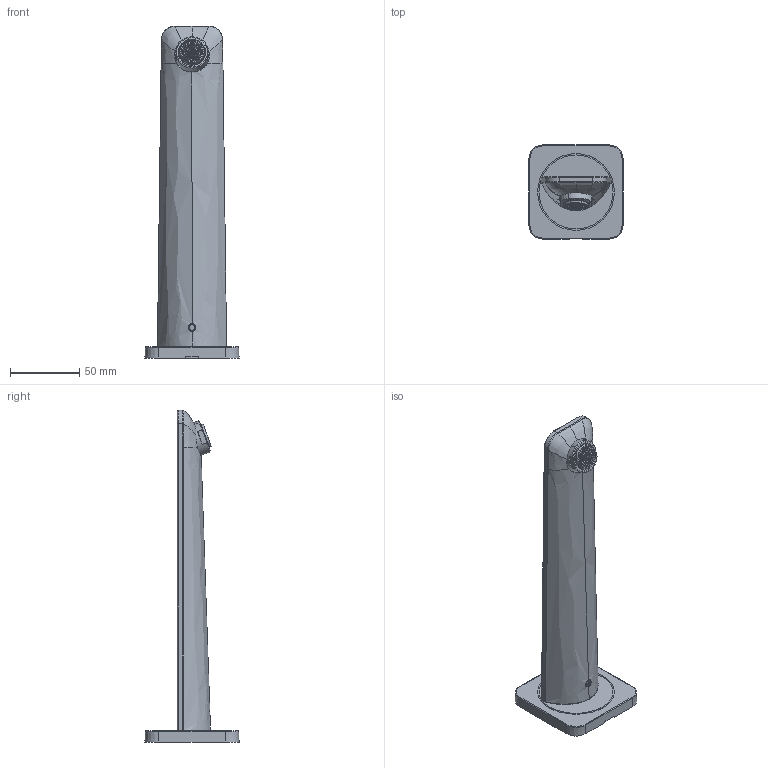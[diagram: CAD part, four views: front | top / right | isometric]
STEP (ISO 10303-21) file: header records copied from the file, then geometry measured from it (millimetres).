
FILE_DESCRIPTION(('CATIA V6 STEP','CAx-IF Rec.Pracs.--- Model Styling and Organization---1.5--- 2016-08-15','CAx-IF Rec.Pracs.---Supplemental Geometry---1.0---2011-11-01','CAx-IF Rec.Pracs.--- Composite Materials ---3.4---2017-06-13','CAx-IF Rec.Pracs.---Tessellated 3D Geometry---1.0---2015-12-17'),'2;1');
FILE_NAME('prd-HG-00483466.stp','2023-08-02T08:07:40+00:00',('none'),('none'),'3DEXPERIENCE Platform3DEXPERIENCE R2021x HotFix 8','3DEXPERIENCE Platform STEP AP242 v2','none');
FILE_SCHEMA(('AP242_MANAGED_MODEL_BASED_3D_ENGINEERING_MIM_LF {1 0 10303 442 1 1 4}'));
Length unit declared in the file: millimetre
Products named in the file (4): P-2_AX_Arizia_Wanneneinlauf; P-2_Auslauf_WE_Citterio2411; P-2_Rosette_2L_Auslauf_Ax_Citterio_Unive; LIM_SR_STD_SC_D-air_hellgrau_HG_M24x1-m
Assembly tree (3 placements, depth 2):
  P-2_AX_Arizia_Wanneneinlauf
    P-2_Auslauf_WE_Citterio2411
    P-2_Rosette_2L_Auslauf_Ax_Citterio_Unive
    LIM_SR_STD_SC_D-air_hellgrau_HG_M24x1-m
Bounding box: 68 x 68 x 240 mm (x, y, z)
Volume: 202807.4 mm3; surface area: 43988.5 mm2
Topology: 3 solids, 4 shells, 985 faces, 2662 edges, 1693 vertices
Faces by surface type: plane 461, cylinder 344, cone 70, bspline 54, torus 52, sphere 2, revolution 2
Entity records: 32711 total; most frequent: CARTESIAN_POINT 12423, ORIENTED_EDGE 5316, EDGE_CURVE 2658, DIRECTION 2413, VERTEX_POINT 1693, VECTOR 1112, LINE 1112, EDGE_LOOP 999
